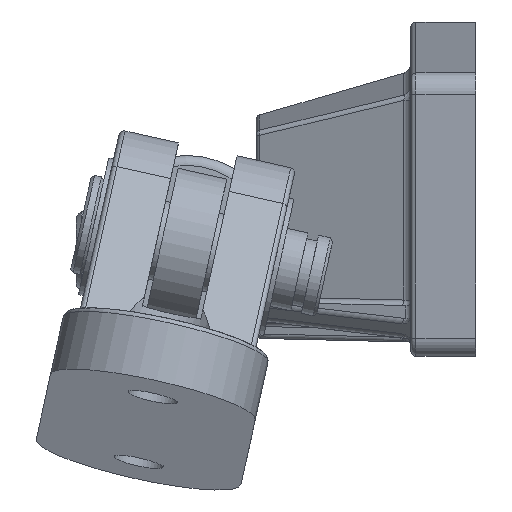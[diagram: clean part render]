
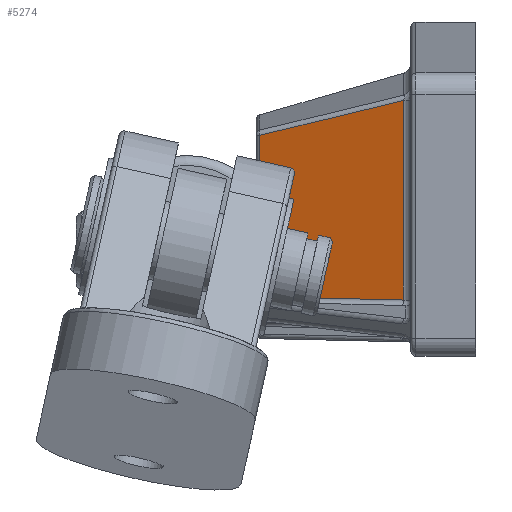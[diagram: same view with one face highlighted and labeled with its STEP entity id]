
A CAD part, top view. The second image highlights one B-rep face of the part: STEP entity #5274.
In plain terms, the highlighted face is planar.
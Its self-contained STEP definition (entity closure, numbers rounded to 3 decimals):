
#843=FACE_OUTER_BOUND($,#1197,.T.);
#1197=EDGE_LOOP($,(#4180,#4181,#4182,#4183,#4184));
#1575=LINE($,#8795,#1923);
#1578=LINE($,#8815,#1926);
#1579=LINE($,#8818,#1927);
#1580=LINE($,#8822,#1928);
#1581=LINE($,#8823,#1929);
#1923=VECTOR($,#6769,14.645);
#1926=VECTOR($,#6784,0.251);
#1927=VECTOR($,#6787,16.213);
#1928=VECTOR($,#6792,20.068);
#1929=VECTOR($,#6793,15.387);
#2607=VERTEX_POINT($,#8786);
#2609=VERTEX_POINT($,#8792);
#2610=VERTEX_POINT($,#8794);
#2613=VERTEX_POINT($,#8817);
#2614=VERTEX_POINT($,#8821);
#3175=EDGE_CURVE($,#2609,#2610,#1575,.T.);
#3182=EDGE_CURVE($,#2610,#2607,#1578,.T.);
#3183=EDGE_CURVE($,#2607,#2613,#1579,.T.);
#3185=EDGE_CURVE($,#2614,#2609,#1580,.T.);
#3186=EDGE_CURVE($,#2613,#2614,#1581,.T.);
#4180=ORIENTED_EDGE($,*,*,#3182,.F.);
#4181=ORIENTED_EDGE($,*,*,#3175,.F.);
#4182=ORIENTED_EDGE($,*,*,#3185,.F.);
#4183=ORIENTED_EDGE($,*,*,#3186,.F.);
#4184=ORIENTED_EDGE($,*,*,#3183,.F.);
#5073=PLANE($,#5732);
#5274=ADVANCED_FACE($,(#843),#5073,.T.);
#5732=AXIS2_PLACEMENT_3D($,#8820,#6790,#6791);
#6769=DIRECTION($,(-0.259,0.,0.966));
#6784=DIRECTION($,(-0.259,0.,0.966));
#6787=DIRECTION($,(0.,1.,0.));
#6790=DIRECTION('center_axis',(0.966,0.,0.259));
#6791=DIRECTION('ref_axis',(0.259,0.,-0.966));
#6792=DIRECTION($,(0.,-1.,0.));
#6793=DIRECTION($,(0.251,0.251,-0.935));
#8786=CARTESIAN_POINT('',(9.099,-3.75,21.629));
#8792=CARTESIAN_POINT('',(12.955,-3.75,7.241));
#8794=CARTESIAN_POINT('',(9.164,-3.75,21.387));
#8795=CARTESIAN_POINT($,(12.611,-3.75,8.523));
#8815=CARTESIAN_POINT($,(12.611,-3.75,8.523));
#8817=CARTESIAN_POINT('',(9.099,12.463,21.629));
#8818=CARTESIAN_POINT($,(9.099,-8.,21.629));
#8820=CARTESIAN_POINT('Origin',(13.153,-8.,6.5));
#8821=CARTESIAN_POINT('',(12.955,16.318,7.241));
#8822=CARTESIAN_POINT($,(12.955,-0.875,7.241));
#8823=CARTESIAN_POINT($,(10.453,13.816,16.579));
